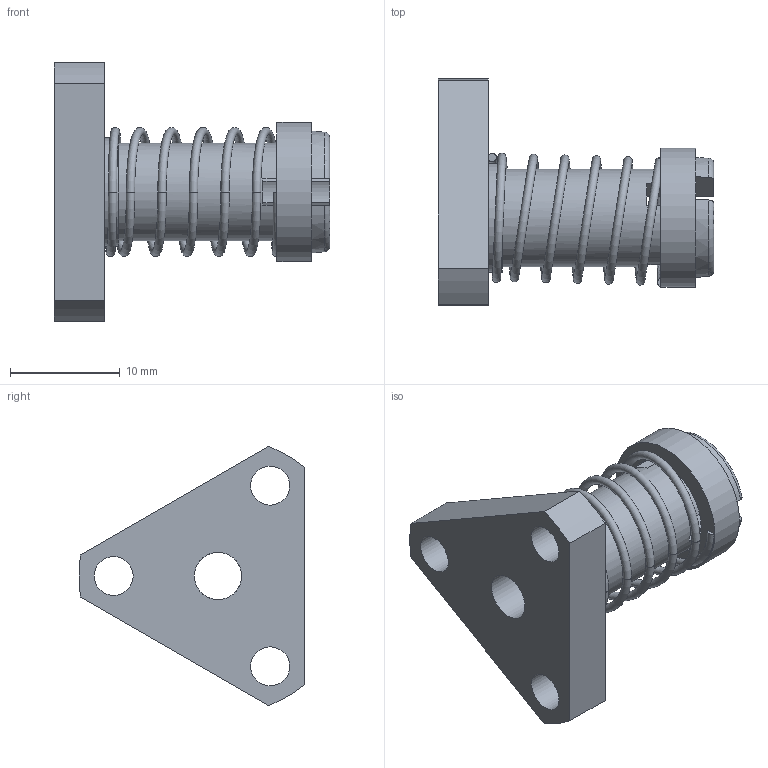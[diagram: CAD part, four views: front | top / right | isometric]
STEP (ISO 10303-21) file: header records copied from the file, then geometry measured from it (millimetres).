
FILE_DESCRIPTION( ( 'STEP AP203' ), '1' );
FILE_NAME( 'AFT6X1M.stp', '2021-01-29T13:02:16', ( 'License CC BY-ND 4.0' ), ( 'CADENAS' ), ' ', 'PARTsolutions', ' ' );
FILE_SCHEMA( ( 'CONFIG_CONTROL_DESIGN' ) );
Length unit declared in the file: millimetre
Products named in the file (1): _AFT6X1M
Bounding box: 25.15 x 20.62 x 23.66 mm (x, y, z)
Volume: 2413.8 mm3; surface area: 2828.4 mm2
Topology: 1 solids, 1 shells, 63 faces, 173 edges, 112 vertices
Faces by surface type: plane 26, torus 19, cylinder 11, cone 7
Full cylindrical faces by diameter (mm): 3.556 x3, 4.318 x1, 8.89 x1, 9.144 x1, 9.906 x1, 12.7 x1
Entity records: 2112 total; most frequent: CARTESIAN_POINT 577, DIRECTION 304, ORIENTED_EDGE 288, EDGE_CURVE 144, AXIS2_PLACEMENT_3D 130, VERTEX_POINT 105, EDGE_LOOP 101, FACE_OUTER_BOUND 83
